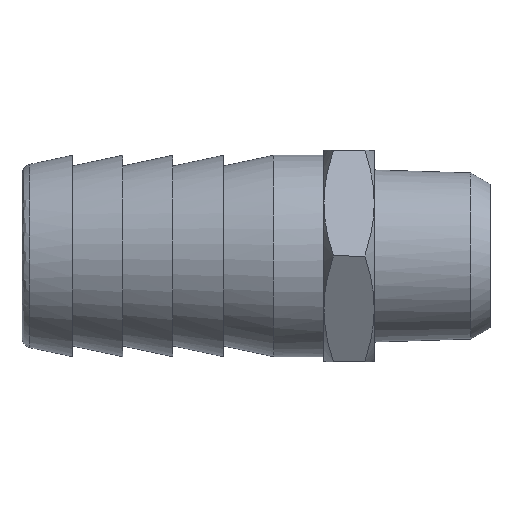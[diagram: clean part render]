
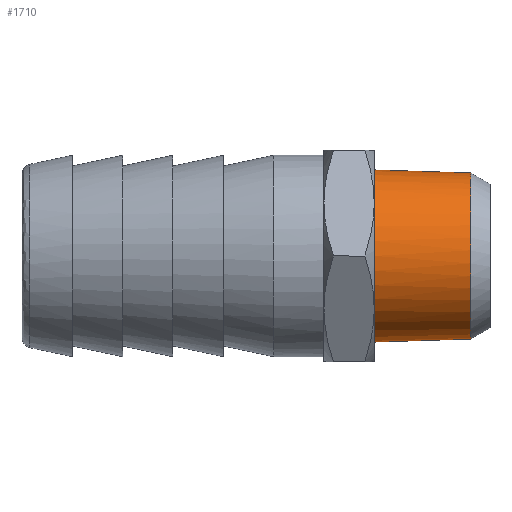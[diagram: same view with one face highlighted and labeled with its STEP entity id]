
A CAD part, left-side view. The second image highlights one B-rep face of the part: STEP entity #1710.
In plain terms, the highlighted free-form (B-spline) face has degree [1, 3] with [2, 4] control points.
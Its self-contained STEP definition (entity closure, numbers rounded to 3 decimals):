
#2 = CARTESIAN_POINT ( 'NONE',  ( -5.217, 11.5, 6.797 ) ) ;
#25 = B_SPLINE_CURVE_WITH_KNOTS ( 'NONE', 1,
 ( #2929, #2494 ),
 .UNSPECIFIED., .F., .F.,
 ( 2, 2 ),
 ( -1., 0. ),
 .UNSPECIFIED. ) ;
#126 = CARTESIAN_POINT ( 'NONE',  ( 0., 1.905, 8.25 ) ) ;
#189 = CARTESIAN_POINT ( 'NONE',  ( -16.5, 1.905, -8.25 ) ) ;
#199 = CARTESIAN_POINT ( 'NONE',  ( -6.797, 11.5, 5.217 ) ) ;
#225 = CARTESIAN_POINT ( 'NONE',  ( -5.217, 11.5, -6.797 ) ) ;
#256 = EDGE_CURVE ( 'NONE', #438, #1077, #2523, .T. ) ;
#394 = CARTESIAN_POINT ( 'NONE',  ( 0., 1.905, -8.25 ) ) ;
#418 = CARTESIAN_POINT ( 'NONE',  ( -8.495, 11.5, 1.117 ) ) ;
#431 = CARTESIAN_POINT ( 'NONE',  ( -7.421, 11.5, -4.283 ) ) ;
#438 = VERTEX_POINT ( 'NONE', #2691 ) ;
#450 = CARTESIAN_POINT ( 'NONE',  ( -0.561, 11.5, 8.55 ) ) ;
#595 = CARTESIAN_POINT ( 'NONE',  ( -17.1, 11.5, 8.55 ) ) ;
#635 = CARTESIAN_POINT ( 'NONE',  ( -16.5, 1.905, 8.25 ) ) ;
#640 = CARTESIAN_POINT ( 'NONE',  ( 0., 11.5, 8.55 ) ) ;
#645 = CARTESIAN_POINT ( 'NONE',  ( -8.114, 11.5, 2.753 ) ) ;
#730 = VERTEX_POINT ( 'NONE', #2604 ) ;
#787 = EDGE_CURVE ( 'NONE', #1077, #730, #1053, .T. ) ;
#827 = VERTEX_POINT ( 'NONE', #640 ) ;
#831 = CARTESIAN_POINT ( 'NONE',  ( -16.5, 1.905, -8.25 ) ) ;
#878 = CARTESIAN_POINT ( 'NONE',  ( -4.283, 11.5, -7.421 ) ) ;
#883 = CARTESIAN_POINT ( 'NONE',  ( -7.684, 11.5, 3.791 ) ) ;
#910 = CARTESIAN_POINT ( 'NONE',  ( -2.753, 11.5, -8.114 ) ) ;
#915 = ORIENTED_EDGE ( 'NONE', *, *, #1246, .T. ) ;
#1005 = CARTESIAN_POINT ( 'NONE',  ( 0., 1.905, -8.25 ) ) ;
#1053 =( BOUNDED_CURVE ( )  B_SPLINE_CURVE ( 3, ( #1467, #831, #1447, #126 ),
 .UNSPECIFIED., .F., .T. ) 
 B_SPLINE_CURVE_WITH_KNOTS ( ( 4, 4 ),
 ( -3.142, 0. ),
 .UNSPECIFIED. ) 
 CURVE ( )  GEOMETRIC_REPRESENTATION_ITEM ( )  RATIONAL_B_SPLINE_CURVE ( ( 1., 0.333, 0.333, 1. ) ) 
 REPRESENTATION_ITEM ( '' )  );
#1077 = VERTEX_POINT ( 'NONE', #1480 ) ;
#1107 = CARTESIAN_POINT ( 'NONE',  ( -6.797, 11.5, -5.217 ) ) ;
#1115 = CARTESIAN_POINT ( 'NONE',  ( -8.276, 11.5, 2.219 ) ) ;
#1129 = CARTESIAN_POINT ( 'NONE',  ( -3.791, 11.5, -7.684 ) ) ;
#1138 = CARTESIAN_POINT ( 'NONE',  ( 0., 11.5, -8.55 ) ) ;
#1209 = ORIENTED_EDGE ( 'NONE', *, *, #256, .T. ) ;
#1246 = EDGE_CURVE ( 'NONE', #730, #827, #25, .T. ) ;
#1320 = CARTESIAN_POINT ( 'NONE',  ( 0., 1.905, 8.25 ) ) ;
#1329 = CARTESIAN_POINT ( 'NONE',  ( 0., 11.5, 8.55 ) ) ;
#1338 = CARTESIAN_POINT ( 'NONE',  ( -6.443, 11.5, -5.649 ) ) ;
#1347 = CARTESIAN_POINT ( 'NONE',  ( -7.684, 11.5, -3.791 ) ) ;
#1447 = CARTESIAN_POINT ( 'NONE',  ( -16.5, 1.905, 8.25 ) ) ;
#1467 = CARTESIAN_POINT ( 'NONE',  ( 0., 1.905, -8.25 ) ) ;
#1480 = CARTESIAN_POINT ( 'NONE',  ( 0., 1.905, -8.25 ) ) ;
#1542 = CARTESIAN_POINT ( 'NONE',  ( -7.421, 11.5, 4.283 ) ) ;
#1568 = CARTESIAN_POINT ( 'NONE',  ( -8.55, 11.5, 0.561 ) ) ;
#1700 = ORIENTED_EDGE ( 'NONE', *, *, #787, .T. ) ;
#1710 = ADVANCED_FACE ( 'NONE', ( #2665 ), #1869, .F. ) ;
#1715 = EDGE_LOOP ( 'NONE', ( #1700, #915, #2318, #1209 ) ) ;
#1728 = EDGE_CURVE ( 'NONE', #438, #827, #2743, .T. ) ;
#1770 = CARTESIAN_POINT ( 'NONE',  ( -2.219, 11.5, -8.276 ) ) ;
#1779 = CARTESIAN_POINT ( 'NONE',  ( -5.649, 11.5, 6.443 ) ) ;
#1793 = CARTESIAN_POINT ( 'NONE',  ( -1.117, 11.5, -8.495 ) ) ;
#1800 = CARTESIAN_POINT ( 'NONE',  ( -8.495, 11.5, -1.117 ) ) ;
#1869 =( BOUNDED_SURFACE ( )  B_SPLINE_SURFACE ( 1, 3, ( 
 ( #394, #189, #635, #1320 ),
 ( #1959, #2433, #595, #2627 ) ),
 .UNSPECIFIED., .F., .F., .F. ) 
 B_SPLINE_SURFACE_WITH_KNOTS ( ( 2, 2 ),
 ( 4, 4 ),
 ( 0., 1. ),
 ( 0., 1. ),
 .UNSPECIFIED. ) 
 GEOMETRIC_REPRESENTATION_ITEM ( )  RATIONAL_B_SPLINE_SURFACE ( (
 ( 1., 0.333, 0.333, 1.),
 ( 1., 0.333, 0.333, 1.) ) ) 
 REPRESENTATION_ITEM ( '' )  SURFACE ( )  );
#1959 = CARTESIAN_POINT ( 'NONE',  ( 0., 11.5, -8.55 ) ) ;
#1997 = CARTESIAN_POINT ( 'NONE',  ( -2.219, 11.5, 8.276 ) ) ;
#2019 = CARTESIAN_POINT ( 'NONE',  ( -8.114, 11.5, -2.753 ) ) ;
#2229 = CARTESIAN_POINT ( 'NONE',  ( -0.561, 11.5, -8.55 ) ) ;
#2238 = CARTESIAN_POINT ( 'NONE',  ( -4.283, 11.5, 7.421 ) ) ;
#2252 = CARTESIAN_POINT ( 'NONE',  ( -2.753, 11.5, 8.114 ) ) ;
#2318 = ORIENTED_EDGE ( 'NONE', *, *, #1728, .F. ) ;
#2433 = CARTESIAN_POINT ( 'NONE',  ( -17.1, 11.5, -8.55 ) ) ;
#2469 = CARTESIAN_POINT ( 'NONE',  ( -5.649, 11.5, -6.443 ) ) ;
#2494 = CARTESIAN_POINT ( 'NONE',  ( 0., 11.5, 8.55 ) ) ;
#2498 = CARTESIAN_POINT ( 'NONE',  ( -3.791, 11.5, 7.684 ) ) ;
#2523 = B_SPLINE_CURVE_WITH_KNOTS ( 'NONE', 1,
 ( #2569, #1005 ),
 .UNSPECIFIED., .F., .F.,
 ( 2, 2 ),
 ( -1., 0. ),
 .UNSPECIFIED. ) ;
#2569 = CARTESIAN_POINT ( 'NONE',  ( 0., 11.5, -8.55 ) ) ;
#2604 = CARTESIAN_POINT ( 'NONE',  ( 0., 1.905, 8.25 ) ) ;
#2627 = CARTESIAN_POINT ( 'NONE',  ( 0., 11.5, 8.55 ) ) ;
#2665 = FACE_OUTER_BOUND ( 'NONE', #1715, .T. ) ;
#2691 = CARTESIAN_POINT ( 'NONE',  ( 0., 11.5, -8.55 ) ) ;
#2692 = CARTESIAN_POINT ( 'NONE',  ( -6.443, 11.5, 5.649 ) ) ;
#2700 = CARTESIAN_POINT ( 'NONE',  ( -8.55, 11.5, -0.561 ) ) ;
#2743 = B_SPLINE_CURVE_WITH_KNOTS ( 'NONE', 3,
 ( #1138, #2229, #1793, #1770, #910, #1129, #878, #225, #2469, #1338, #1107, #431, #1347, #2019, #2915, #1800, #2700, #1568, #418, #1115, #645, #883, #1542, #199, #2692, #1779, #2, #2238, #2498, #2252, #1997, #2924, #450, #1329 ),
 .UNSPECIFIED., .F., .F.,
 ( 4, 2, 2, 2, 2, 2, 2, 2, 2, 2, 2, 2, 2, 2, 2, 2, 4 ),
 ( 0., 0.196, 0.393, 0.589, 0.785, 0.982, 1.178, 1.374, 1.571, 1.767, 1.963, 2.16, 2.356, 2.553, 2.749, 2.945, 3.142 ),
 .UNSPECIFIED. ) ;
#2915 = CARTESIAN_POINT ( 'NONE',  ( -8.276, 11.5, -2.219 ) ) ;
#2924 = CARTESIAN_POINT ( 'NONE',  ( -1.117, 11.5, 8.495 ) ) ;
#2929 = CARTESIAN_POINT ( 'NONE',  ( 0., 1.905, 8.25 ) ) ;
